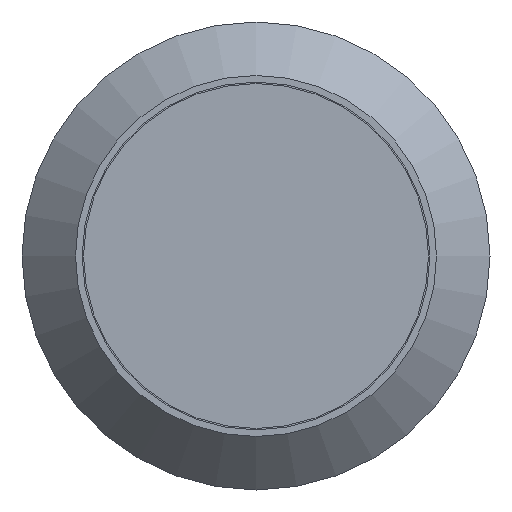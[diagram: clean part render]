
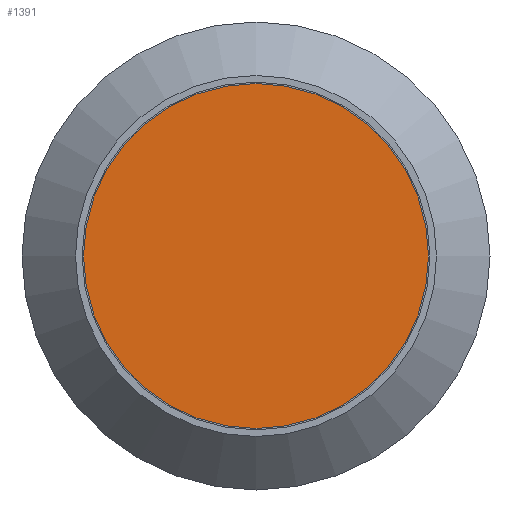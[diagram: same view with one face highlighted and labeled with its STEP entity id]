
A CAD part, left-side view. The second image highlights one B-rep face of the part: STEP entity #1391.
In plain terms, the highlighted planar face has unit normal (-1, 0, 0).
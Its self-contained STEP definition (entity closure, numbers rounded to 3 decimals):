
#66=PLANE('',#1497);
#126=FACE_OUTER_BOUND('',#213,.T.);
#213=EDGE_LOOP('',(#1009));
#291=CIRCLE('',#1498,6.45);
#620=VERTEX_POINT('',#3374);
#779=EDGE_CURVE('',#620,#620,#291,.T.);
#1009=ORIENTED_EDGE('',*,*,#779,.T.);
#1391=ADVANCED_FACE('',(#126),#66,.F.);
#1497=AXIS2_PLACEMENT_3D('',#3373,#1683,#1684);
#1498=AXIS2_PLACEMENT_3D('',#3375,#1685,#1686);
#1683=DIRECTION('center_axis',(1.,0.,0.));
#1684=DIRECTION('ref_axis',(0.,1.,0.));
#1685=DIRECTION('center_axis',(-1.,0.,0.));
#1686=DIRECTION('ref_axis',(0.,1.,0.));
#3373=CARTESIAN_POINT('Origin',(-2.,0.,0.));
#3374=CARTESIAN_POINT('',(-2.,-6.45,0.));
#3375=CARTESIAN_POINT('Origin',(-2.,0.,0.));
